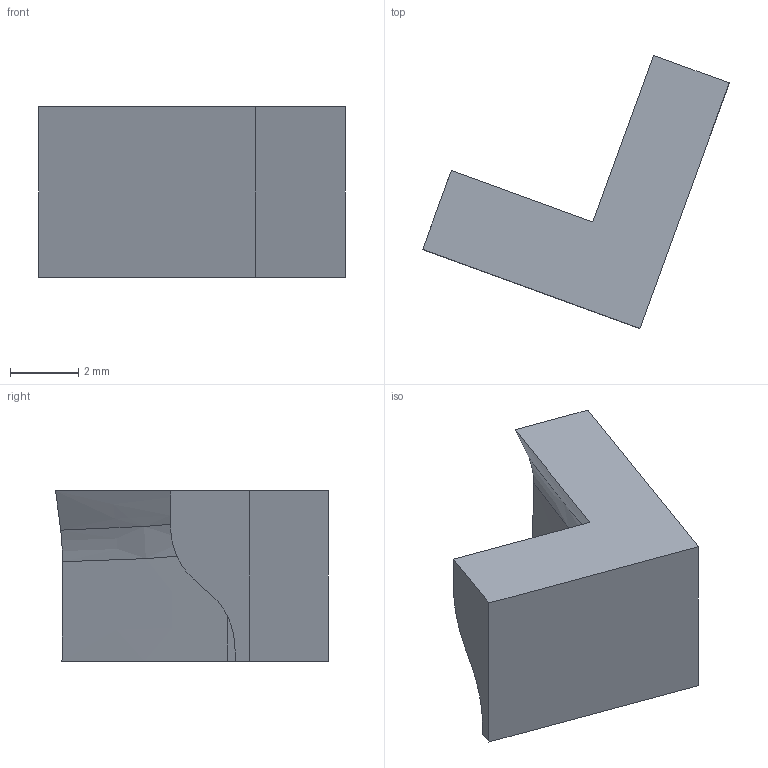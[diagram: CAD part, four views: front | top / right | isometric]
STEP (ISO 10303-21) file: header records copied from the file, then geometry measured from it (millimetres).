
FILE_DESCRIPTION(/* description */ (''),/* implementation_level */ '2;1');
FILE_NAME(/* name */ 'test_radius_01.stp',/* time_stamp */ '2014-11-02T21:01:19+01:00',/* author */ ('sfl'),/* organization */ (''),/* preprocessor_version */ 'ST-DEVELOPER v15.2',/* originating_system */ 'Autodesk Inventor 2014',/* authorisation */ '');
FILE_SCHEMA (('CONFIG_CONTROL_DESIGN'));
Length unit declared in the file: millimetre
Products named in the file (1): test_radius_01
Bounding box: 9.01 x 8.02 x 5 mm (x, y, z)
Volume: 114.1 mm3; surface area: 193.4 mm2
Topology: 1 solids, 1 shells, 17 faces, 43 edges, 28 vertices
Faces by surface type: plane 10, cylinder 4, bspline 3
Entity records: 587 total; most frequent: CARTESIAN_POINT 168, ORIENTED_EDGE 86, DIRECTION 73, EDGE_CURVE 43, VERTEX_POINT 28, LINE 27, VECTOR 27, AXIS2_PLACEMENT_3D 23
